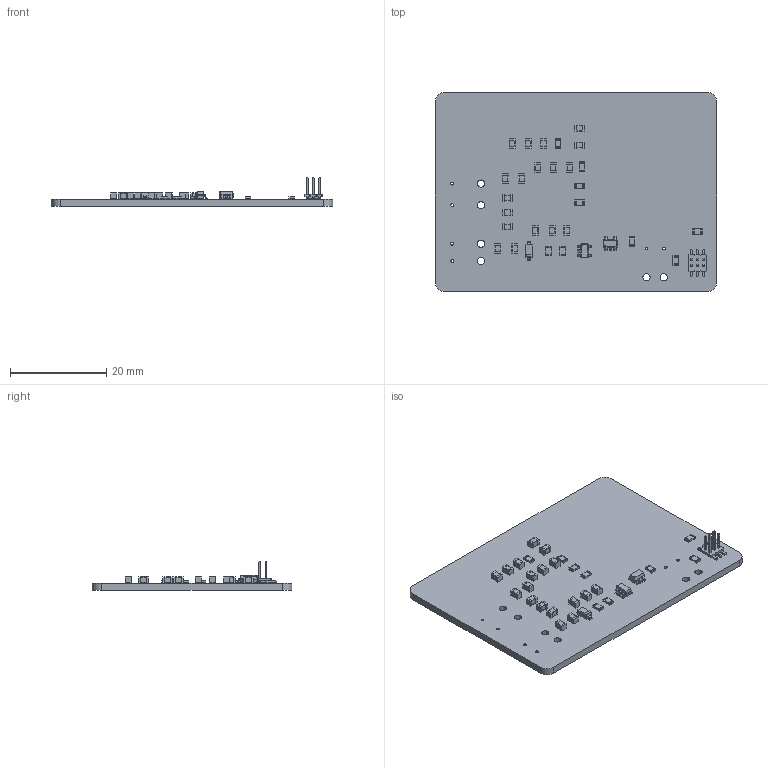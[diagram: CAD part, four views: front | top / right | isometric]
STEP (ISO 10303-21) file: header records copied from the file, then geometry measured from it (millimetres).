
FILE_DESCRIPTION(('KiCad electronic assembly'),'2;1');
FILE_NAME('WashingLineMonitor-P0001.step','2025-09-13T21:23:39',( 'Pcbnew'),('Kicad'),'Open CASCADE STEP processor 7.9', 'KiCad to STEP converter','Unknown');
FILE_SCHEMA(('AUTOMOTIVE_DESIGN { 1 0 10303 214 1 1 1 1 }'));
Length unit declared in the file: millimetre
Products named in the file (7): WashingLineMonitor-P0001 1; R_0805_2012Metric; C_0805_2012Metric; D_SOD-123; SOT-23-5; PinHeader_2x03_P1.27mm_Vertical_SMD; WashingLineMonitor-P0001_PCB
Assembly tree (32 placements, depth 2):
  WashingLineMonitor-P0001 1
    R_0805_2012Metric  x9
    C_0805_2012Metric  x18
    D_SOD-123
    SOT-23-5  x2
    PinHeader_2x03_P1.27mm_Vertical_SMD
    WashingLineMonitor-P0001_PCB
Bounding box: 58.5 x 41.5 x 6 mm (x, y, z)
Volume: 3732.9 mm3; surface area: 5641.5 mm2
Topology: 32 solids, 32 shells, 1159 faces, 2992 edges, 1942 vertices
Faces by surface type: plane 753, cylinder 358, bspline 48
Full cylindrical faces by diameter (mm): 0.6 x6, 1.5 x6
Entity records: 14174 total; most frequent: CARTESIAN_POINT 2107, ORIENTED_EDGE 1908, DIRECTION 1795, EDGE_CURVE 954, LINE 765, VECTOR 765, VERTEX_POINT 603, AXIS2_PLACEMENT_3D 515
